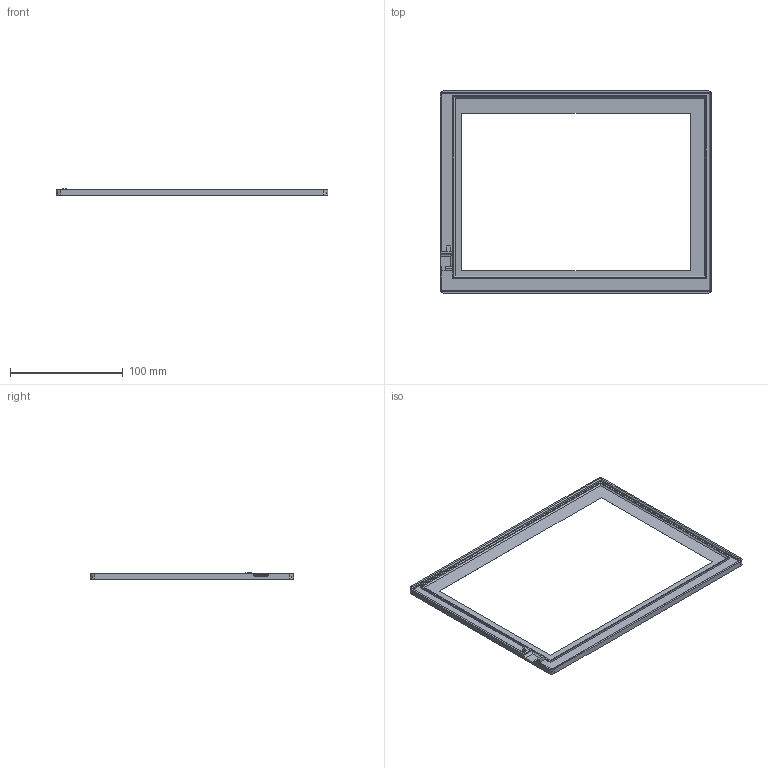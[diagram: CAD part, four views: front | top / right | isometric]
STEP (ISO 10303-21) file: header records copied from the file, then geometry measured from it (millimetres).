
FILE_DESCRIPTION(/* description */ (''),/* implementation_level */ '2;1');
FILE_NAME(/* name */ 'Soldered Inkplate 10 v1.3.0. Top v1.3.2_.step',/* time_stamp */ '2023-06-06T14:48:27+02:00',/* author */ (''),/* organization */ (''),/* preprocessor_version */ 'ST-DEVELOPER v19.2',/* originating_system */ 'Autodesk Translation Framework v12.6.0.85',/* authorisation */ '');
FILE_SCHEMA (('AUTOMOTIVE_DESIGN { 1 0 10303 214 3 1 1 }'));
Length unit declared in the file: millimetre
Products named in the file (1): Inkplate 10 v1.3.0. Top
Bounding box: 241 x 180 x 5.6 mm (x, y, z)
Volume: 31953.3 mm3; surface area: 40165 mm2
Topology: 1 solids, 1 shells, 83 faces, 217 edges, 137 vertices
Faces by surface type: plane 59, cone 8, bspline 8, cylinder 8
Entity records: 2708 total; most frequent: CARTESIAN_POINT 670, ORIENTED_EDGE 434, DIRECTION 381, EDGE_CURVE 217, LINE 173, VECTOR 173, VERTEX_POINT 137, AXIS2_PLACEMENT_3D 104
